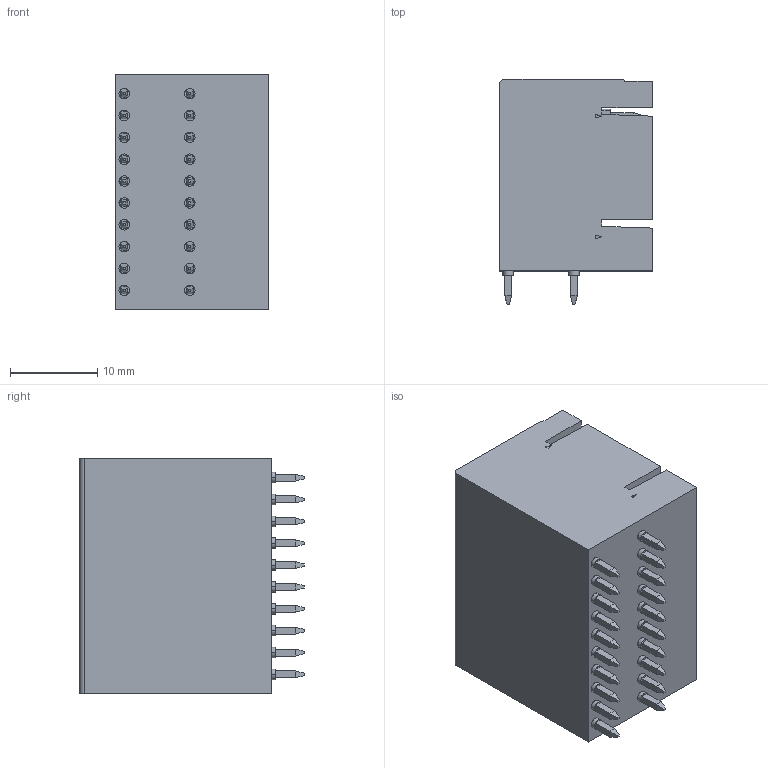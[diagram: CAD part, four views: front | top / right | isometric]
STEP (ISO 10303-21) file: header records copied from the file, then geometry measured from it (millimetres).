
FILE_DESCRIPTION(('FreeCAD Model'),'2;1');
FILE_NAME('mcd_0.5-10-g1-2.5.step','2018-03-21T14:54:39' ,('kicad StepUp'),('ksu MCAD'),'Open CASCADE STEP processor 6.8', 'FreeCAD','Unknown');
FILE_SCHEMA(('AUTOMOTIVE_DESIGN_CC2 { 1 2 10303 214 -1 1 5 4 }'));
Length unit declared in the file: millimetre
Products named in the file (1): mcd_0.5-10-g1-2.5
Bounding box: 17.5 x 25.7 x 26.9 mm (x, y, z)
Volume: 8895.3 mm3; surface area: 4929.8 mm2
Topology: 1 solids, 1 shells, 1050 faces, 2673 edges, 1728 vertices
Faces by surface type: plane 904, cylinder 146
Entity records: 38496 total; most frequent: CARTESIAN_POINT 5452, ORIENTED_EDGE 5346, DIRECTION 5107, EDGE_CURVE 2673, LINE 2341, VECTOR 2341, VERTEX_POINT 1728, AXIS2_PLACEMENT_3D 1383
